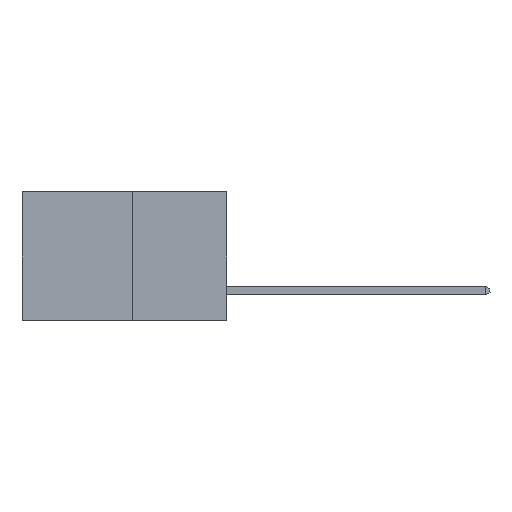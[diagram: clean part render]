
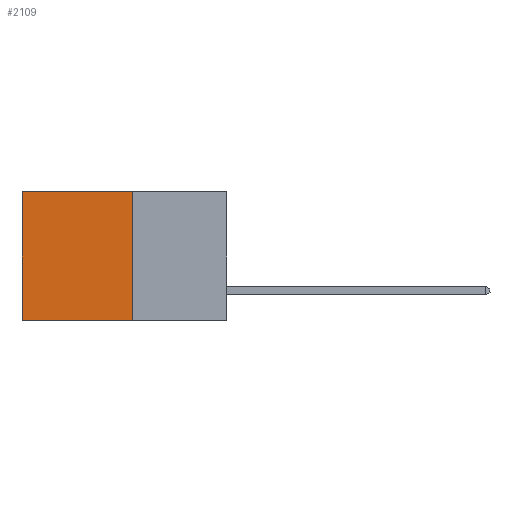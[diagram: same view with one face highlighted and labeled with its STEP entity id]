
A CAD part, left-side view. The second image highlights one B-rep face of the part: STEP entity #2109.
In plain terms, the highlighted planar face has unit normal (-1, 0, 0).
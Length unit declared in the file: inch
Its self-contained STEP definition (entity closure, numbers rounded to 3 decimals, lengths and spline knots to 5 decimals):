
#849 = ORIENTED_EDGE ( 'NONE', *, *, #4530, .F. ) ;
#1090 = ORIENTED_EDGE ( 'NONE', *, *, #8085, .T. ) ;
#1800 = DIRECTION ( 'NONE',  ( 0., 1., 0. ) ) ;
#1918 = CARTESIAN_POINT ( 'NONE',  ( 0.277, 0.27, 0. ) ) ;
#1998 = CARTESIAN_POINT ( 'NONE',  ( 0.277, 0.27, -0.37 ) ) ;
#2109 = ADVANCED_FACE ( 'NONE', ( #4034 ), #8968, .F. ) ;
#2866 = DIRECTION ( 'NONE',  ( 0., 0., -1. ) ) ;
#2914 = VECTOR ( 'NONE', #2866, 39.37008 ) ;
#2958 = CARTESIAN_POINT ( 'NONE',  ( 0.277, 0.27, -0.37 ) ) ;
#3797 = VERTEX_POINT ( 'NONE', #5762 ) ;
#3919 = EDGE_LOOP ( 'NONE', ( #1090, #8587, #849, #4576 ) ) ;
#4034 = FACE_OUTER_BOUND ( 'NONE', #3919, .T. ) ;
#4061 = CARTESIAN_POINT ( 'NONE',  ( 0.277, 0.59, -0.37 ) ) ;
#4164 = EDGE_CURVE ( 'NONE', #3797, #8114, #4187, .T. ) ;
#4179 = VERTEX_POINT ( 'NONE', #7885 ) ;
#4187 = LINE ( 'NONE', #1918, #5836 ) ;
#4264 = VECTOR ( 'NONE', #1800, 39.37008 ) ;
#4530 = EDGE_CURVE ( 'NONE', #3797, #6191, #8635, .T. ) ;
#4576 = ORIENTED_EDGE ( 'NONE', *, *, #4164, .T. ) ;
#4776 = DIRECTION ( 'NONE',  ( 0., 0., -1. ) ) ;
#5506 = CARTESIAN_POINT ( 'NONE',  ( 0.277, 0.27, -0.37 ) ) ;
#5762 = CARTESIAN_POINT ( 'NONE',  ( 0.277, 0.27, 0. ) ) ;
#5791 = DIRECTION ( 'NONE',  ( 1., 0., 0. ) ) ;
#5836 = VECTOR ( 'NONE', #6173, 39.37008 ) ;
#5988 = VECTOR ( 'NONE', #4776, 39.37008 ) ;
#6128 = LINE ( 'NONE', #1998, #4264 ) ;
#6173 = DIRECTION ( 'NONE',  ( 0., 1., 0. ) ) ;
#6191 = VERTEX_POINT ( 'NONE', #5506 ) ;
#6203 = LINE ( 'NONE', #4061, #5988 ) ;
#6668 = EDGE_CURVE ( 'NONE', #6191, #4179, #6128, .T. ) ;
#7052 = AXIS2_PLACEMENT_3D ( 'NONE', #9121, #5791, #7104 ) ;
#7104 = DIRECTION ( 'NONE',  ( 0., 0., -1. ) ) ;
#7666 = CARTESIAN_POINT ( 'NONE',  ( 0.277, 0.59, 0. ) ) ;
#7885 = CARTESIAN_POINT ( 'NONE',  ( 0.277, 0.59, -0.37 ) ) ;
#8085 = EDGE_CURVE ( 'NONE', #8114, #4179, #6203, .T. ) ;
#8114 = VERTEX_POINT ( 'NONE', #7666 ) ;
#8587 = ORIENTED_EDGE ( 'NONE', *, *, #6668, .F. ) ;
#8635 = LINE ( 'NONE', #2958, #2914 ) ;
#8968 = PLANE ( 'NONE',  #7052 ) ;
#9121 = CARTESIAN_POINT ( 'NONE',  ( 0.277, 0.27, -0.37 ) ) ;
